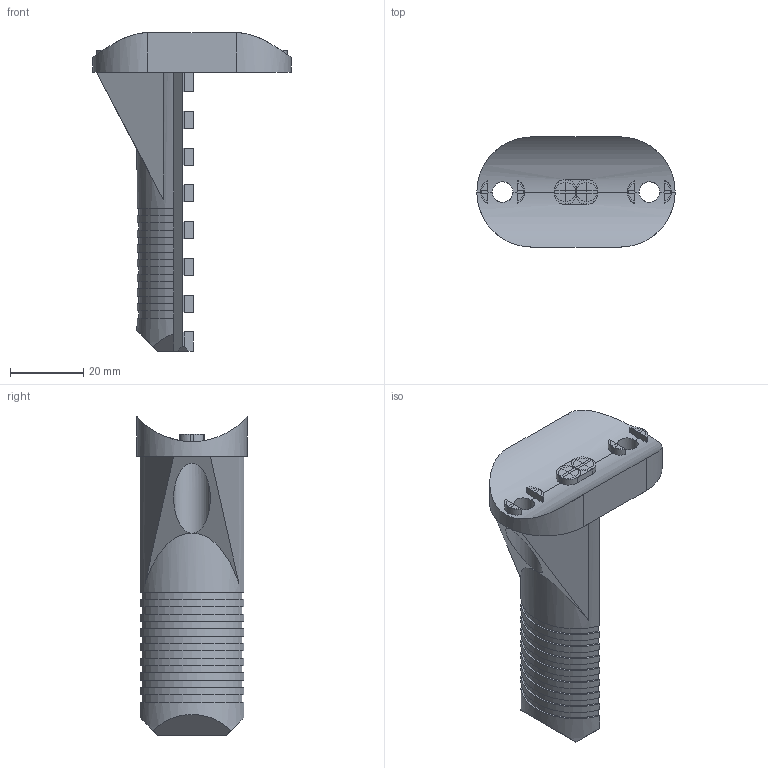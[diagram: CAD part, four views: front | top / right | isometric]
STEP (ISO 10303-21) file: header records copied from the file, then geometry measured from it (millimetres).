
FILE_DESCRIPTION(('FreeCAD Model'),'2;1');
FILE_NAME('Open CASCADE Shape Model','2025-07-30T15:27:46',(''),(''), 'Open CASCADE STEP processor 7.8','FreeCAD','Unknown');
FILE_SCHEMA(('AUTOMOTIVE_DESIGN { 1 0 10303 214 1 1 1 1 }'));
Length unit declared in the file: millimetre
Products named in the file (1): difference013
Bounding box: 54 x 30 x 86.77 mm (x, y, z)
Volume: 30826.2 mm3; surface area: 11678.5 mm2
Topology: 1 solids, 1 shells, 229 faces, 594 edges, 365 vertices
Faces by surface type: plane 192, cylinder 37
Full cylindrical faces by diameter (mm): 5.6 x2, 10 x1
Entity records: 7285 total; most frequent: CARTESIAN_POINT 1599, DIRECTION 1193, ORIENTED_EDGE 1188, EDGE_CURVE 594, LINE 415, VECTOR 415, AXIS2_PLACEMENT_3D 389, VERTEX_POINT 365
